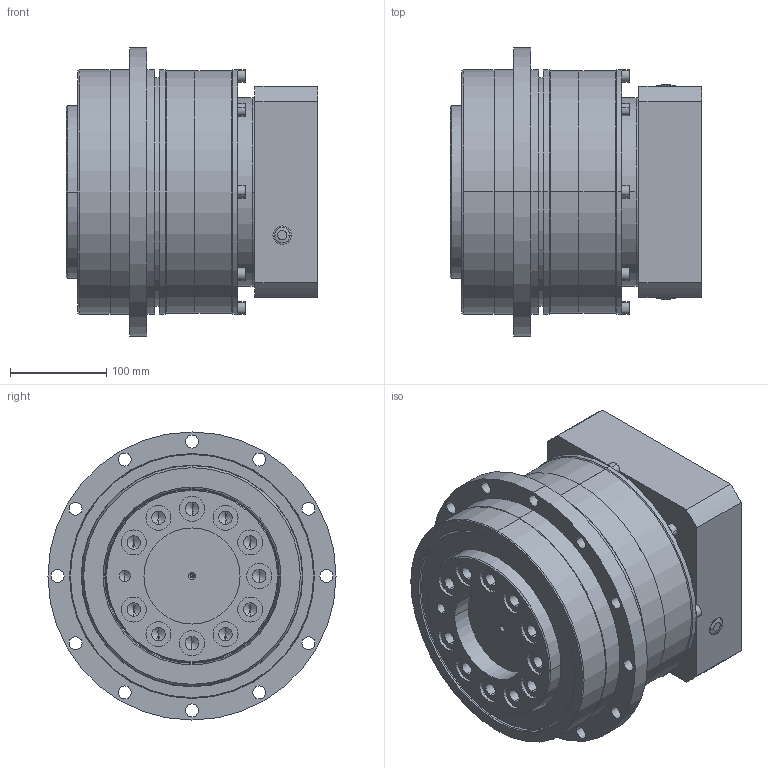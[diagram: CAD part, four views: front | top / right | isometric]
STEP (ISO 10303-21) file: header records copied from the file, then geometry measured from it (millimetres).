
FILE_DESCRIPTION (( 'STEP AP203' ), '1' );
FILE_NAME ('GPD255-L1-(42-114.3-200-M12).STEP', '2024-07-17T05:50:06', ( '' ), ( '' ), 'SwSTEP 2.0', 'SolidWorks 2019', '' );
FILE_SCHEMA (( 'CONFIG_CONTROL_DESIGN' ));
Length unit declared in the file: millimetre
Products named in the file (1): GPD255-L1-(42-114.3-200-M12)
Bounding box: 262 x 300 x 300 mm (x, y, z)
Volume: 11297570.6 mm3; surface area: 898007.3 mm2
Topology: 26 solids, 26 shells, 691 faces, 1570 edges, 957 vertices
Faces by surface type: plane 294, cylinder 246, cone 90, torus 61
Entity records: 21055 total; most frequent: CARTESIAN_POINT 5120, DIRECTION 3561, ORIENTED_EDGE 3040, EDGE_CURVE 1520, AXIS2_PLACEMENT_3D 1387, VERTEX_POINT 957, EDGE_LOOP 825, VECTOR 787
